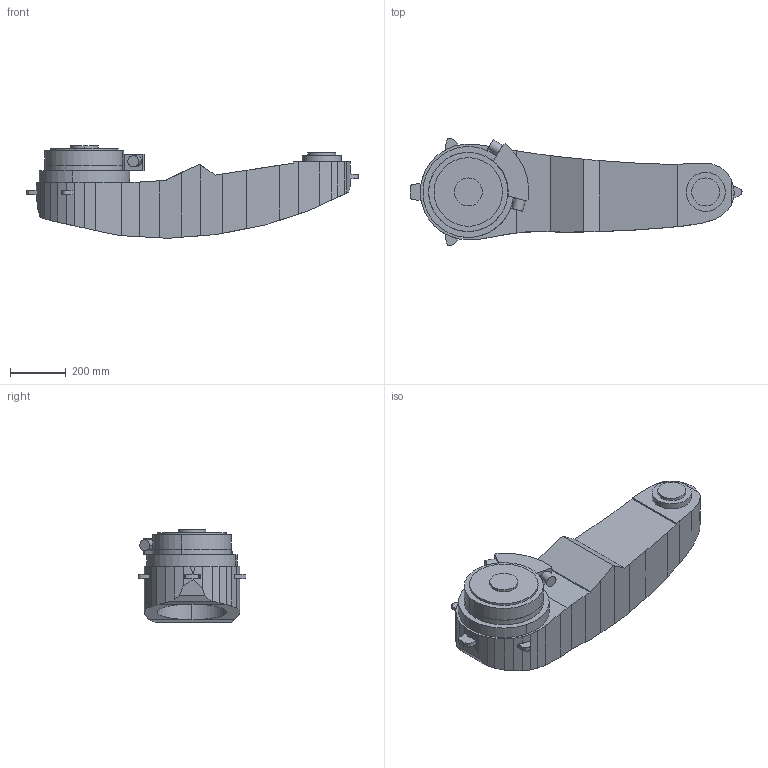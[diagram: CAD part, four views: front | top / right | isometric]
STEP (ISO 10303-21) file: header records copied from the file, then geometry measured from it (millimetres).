
FILE_DESCRIPTION (( 'STEP AP203' ), '1' );
FILE_NAME ('Part3_Default_sldprt.STEP', '2023-04-30T16:36:28', ( '' ), ( '' ), 'SwSTEP 2.0', 'SolidWorks 2021', '' );
FILE_SCHEMA (( 'CONFIG_CONTROL_DESIGN' ));
Length unit declared in the file: millimetre
Products named in the file (1): Part3_Default_sldprt
Bounding box: 1188.29 x 384.66 x 331.01 mm (x, y, z)
Volume: 57757119 mm3; surface area: 1353996.2 mm2
Topology: 1 solids, 1 shells, 143 faces, 386 edges, 254 vertices
Faces by surface type: plane 105, cylinder 26, bspline 12
Entity records: 4841 total; most frequent: CARTESIAN_POINT 1218, ORIENTED_EDGE 772, DIRECTION 668, EDGE_CURVE 386, VECTOR 300, LINE 300, VERTEX_POINT 254, AXIS2_PLACEMENT_3D 184
